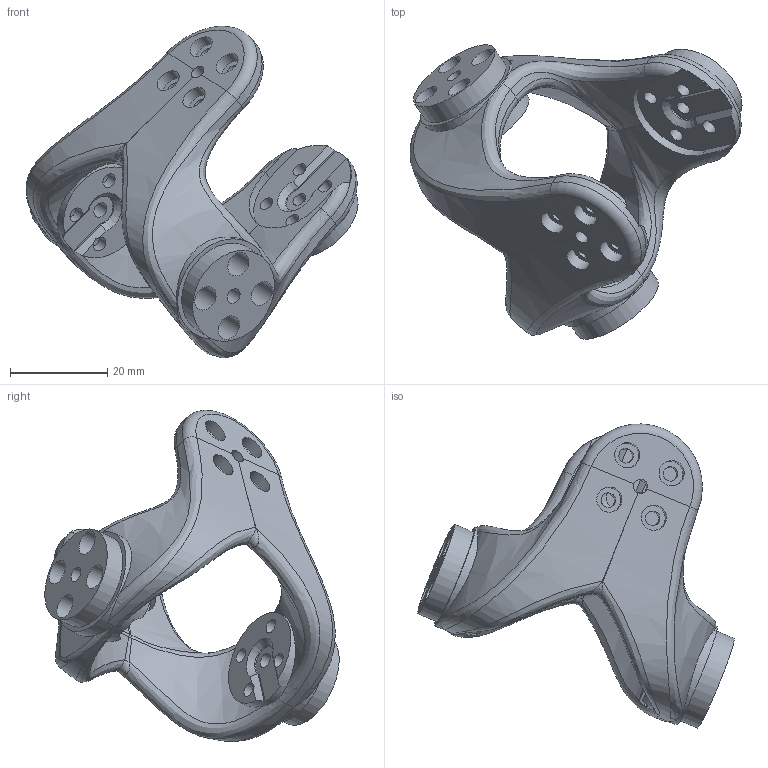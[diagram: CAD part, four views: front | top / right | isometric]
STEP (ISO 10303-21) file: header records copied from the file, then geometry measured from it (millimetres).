
FILE_DESCRIPTION(/* description */ ('STEP AP203'),/* implementation_level */ '2;1');
FILE_NAME(/* name */ 'HopeJr_final v1.step',/* time_stamp */ '2025-07-20T23:44:55+02:00',/* author */ (''),/* organization */ (''),/* preprocessor_version */ 'ST-DEVELOPER v20.1',/* originating_system */ 'Autodesk Translation Framework v14.10.0.0',/* authorisation */ '');
FILE_SCHEMA (('AUTOMOTIVE_DESIGN { 1 0 10303 214 3 1 1 }'));
Length unit declared in the file: millimetre
Products named in the file (3): SO_7DOF_ARM100_08h_HL_03n; main; HL_Wrist_Yaw_Pitch_03d
Assembly tree (2 placements, depth 3):
  SO_7DOF_ARM100_08h_HL_03n
    main
      HL_Wrist_Yaw_Pitch_03d
Bounding box: 68.44 x 60.63 x 68.32 mm (x, y, z)
Volume: 25947.5 mm3; surface area: 13712.8 mm2
Topology: 1 solids, 1 shells, 166 faces, 407 edges, 247 vertices
Faces by surface type: plane 56, cylinder 52, bspline 46, torus 6, cone 4, sphere 2
Full cylindrical faces by diameter (mm): 3 x18, 3.2 x2, 5.2 x16, 20 x5, 22 x2
Entity records: 14240 total; most frequent: CARTESIAN_POINT 10443, ORIENTED_EDGE 808, DIRECTION 716, EDGE_CURVE 404, AXIS2_PLACEMENT_3D 298, VERTEX_POINT 247, EDGE_LOOP 215, FACE_OUTER_BOUND 166
